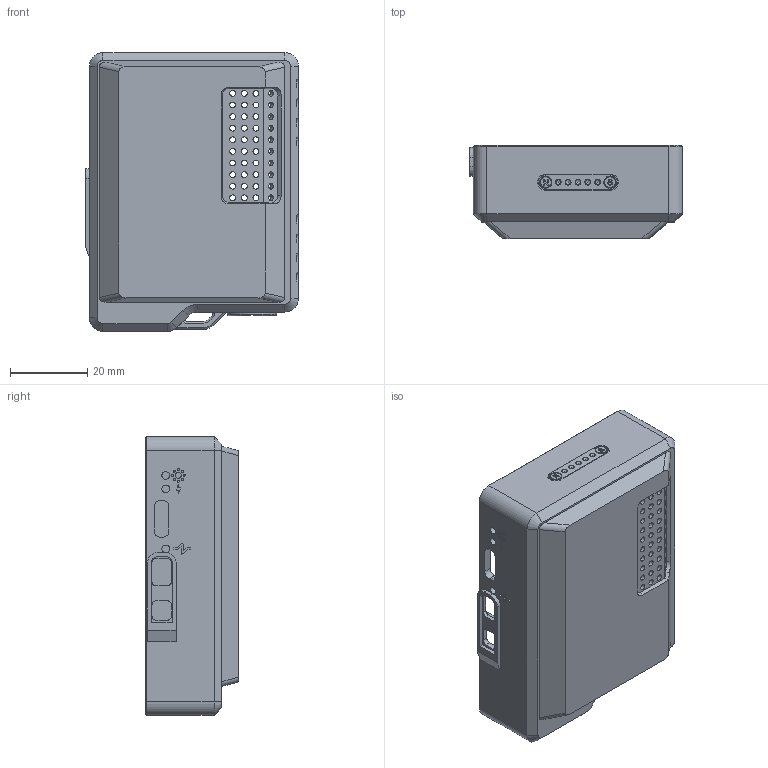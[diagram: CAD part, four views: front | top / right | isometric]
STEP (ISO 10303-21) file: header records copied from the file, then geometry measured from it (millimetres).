
FILE_DESCRIPTION(/* description */ (''),/* implementation_level */ '2;1');
FILE_NAME(/* name */ 'wio_tracker_l1_pro_hou-3D v3.step',/* time_stamp */ '2025-09-05T19:55:59+05:30',/* author */ (''),/* organization */ (''),/* preprocessor_version */ 'ST-DEVELOPER v20.1',/* originating_system */ 'Autodesk Translation Framework v14.10.0.0',/* authorisation */ '');
FILE_SCHEMA (('AUTOMOTIVE_DESIGN { 1 0 10303 214 3 1 1 }'));
Length unit declared in the file: millimetre
Products named in the file (2): DOWN; Magnetic Pogo Connector 5 Pin (Type 1)
Assembly tree (1 placements, depth 2):
  DOWN
    Magnetic Pogo Connector 5 Pin (Type 1)
Bounding box: 55 x 24 x 72.02 mm (x, y, z)
Volume: 17681.7 mm3; surface area: 18880.7 mm2
Topology: 9 solids, 9 shells, 620 faces, 1648 edges, 1079 vertices
Faces by surface type: plane 401, cylinder 143, cone 40, torus 22, bspline 14
Full cylindrical faces by diameter (mm): 0.5 x8, 0.8 x5, 1.5 x50, 1.541 x1, 1.7 x4, 2 x3, 3 x4, 5.094 x4, 6.7 x1, 12.7 x1
Entity records: 20550 total; most frequent: CARTESIAN_POINT 4500, ORIENTED_EDGE 3286, DIRECTION 3219, EDGE_CURVE 1643, LINE 1195, VECTOR 1195, VERTEX_POINT 1079, AXIS2_PLACEMENT_3D 1012
